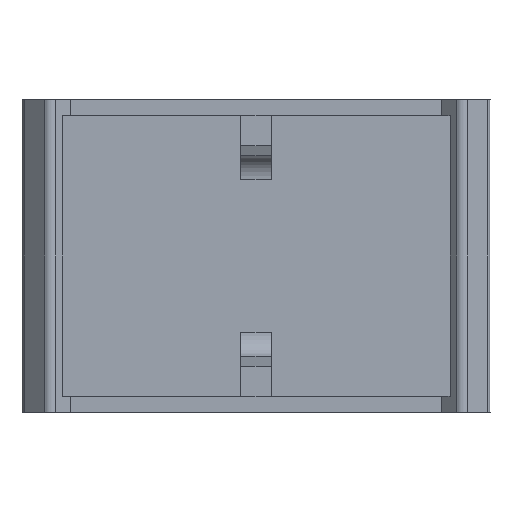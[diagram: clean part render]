
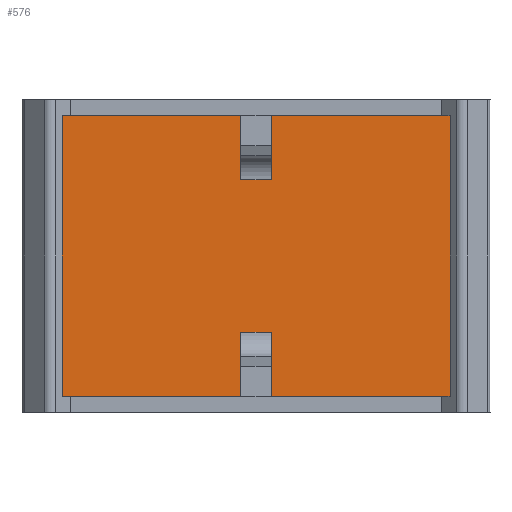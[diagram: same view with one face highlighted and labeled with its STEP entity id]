
A CAD part, front view. The second image highlights one B-rep face of the part: STEP entity #576.
In plain terms, the highlighted planar face has unit normal (0, -1, 0).
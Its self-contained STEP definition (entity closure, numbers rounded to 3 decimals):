
#7 = LINE ( 'NONE', #373, #762 ) ;
#14 = VECTOR ( 'NONE', #582, 1000. ) ;
#57 = VERTEX_POINT ( 'NONE', #143 ) ;
#65 = FACE_OUTER_BOUND ( 'NONE', #1002, .T. ) ;
#88 = LINE ( 'NONE', #1062, #274 ) ;
#98 = AXIS2_PLACEMENT_3D ( 'NONE', #400, #682, #1163 ) ;
#110 = CARTESIAN_POINT ( 'NONE',  ( -27.375, 6.695, 17.35 ) ) ;
#111 = VERTEX_POINT ( 'NONE', #776 ) ;
#121 = VERTEX_POINT ( 'NONE', #873 ) ;
#125 = VERTEX_POINT ( 'NONE', #1148 ) ;
#138 = CARTESIAN_POINT ( 'NONE',  ( -23.575, 6.695, 17.35 ) ) ;
#140 = VECTOR ( 'NONE', #418, 1000. ) ;
#143 = CARTESIAN_POINT ( 'NONE',  ( -1.475, 6.695, 17.35 ) ) ;
#144 = VERTEX_POINT ( 'NONE', #1141 ) ;
#155 = ORIENTED_EDGE ( 'NONE', *, *, #193, .T. ) ;
#177 = VECTOR ( 'NONE', #473, 1000. ) ;
#182 = CARTESIAN_POINT ( 'NONE',  ( -23.575, 6.695, -17.35 ) ) ;
#187 = VERTEX_POINT ( 'NONE', #723 ) ;
#193 = EDGE_CURVE ( 'NONE', #1005, #876, #88, .T. ) ;
#208 = ORIENTED_EDGE ( 'NONE', *, *, #719, .T. ) ;
#211 = VECTOR ( 'NONE', #705, 1000. ) ;
#215 = EDGE_CURVE ( 'NONE', #439, #381, #523, .T. ) ;
#223 = CARTESIAN_POINT ( 'NONE',  ( -49.475, 6.695, -17.35 ) ) ;
#229 = LINE ( 'NONE', #768, #584 ) ;
#235 = CARTESIAN_POINT ( 'NONE',  ( -1.475, 6.695, 17.35 ) ) ;
#251 = LINE ( 'NONE', #516, #1051 ) ;
#274 = VECTOR ( 'NONE', #792, 1000. ) ;
#285 = EDGE_CURVE ( 'NONE', #439, #144, #251, .T. ) ;
#300 = EDGE_CURVE ( 'NONE', #111, #876, #432, .T. ) ;
#307 = LINE ( 'NONE', #655, #177 ) ;
#344 = CARTESIAN_POINT ( 'NONE',  ( -27.375, 6.695, 9.454 ) ) ;
#364 = ORIENTED_EDGE ( 'NONE', *, *, #639, .T. ) ;
#365 = CARTESIAN_POINT ( 'NONE',  ( -23.575, 6.695, 9.454 ) ) ;
#373 = CARTESIAN_POINT ( 'NONE',  ( -49.475, 6.695, 17.35 ) ) ;
#376 = ORIENTED_EDGE ( 'NONE', *, *, #285, .T. ) ;
#381 = VERTEX_POINT ( 'NONE', #1166 ) ;
#386 = VERTEX_POINT ( 'NONE', #182 ) ;
#400 = CARTESIAN_POINT ( 'NONE',  ( 0., 6.695, 0. ) ) ;
#405 = LINE ( 'NONE', #1139, #1090 ) ;
#418 = DIRECTION ( 'NONE',  ( 0., 0., 1. ) ) ;
#432 = LINE ( 'NONE', #797, #462 ) ;
#434 = LINE ( 'NONE', #855, #14 ) ;
#439 = VERTEX_POINT ( 'NONE', #110 ) ;
#462 = VECTOR ( 'NONE', #1167, 1000. ) ;
#473 = DIRECTION ( 'NONE',  ( 1., 0., 0. ) ) ;
#499 = EDGE_CURVE ( 'NONE', #386, #125, #307, .T. ) ;
#516 = CARTESIAN_POINT ( 'NONE',  ( -49.475, 6.695, 17.35 ) ) ;
#523 = LINE ( 'NONE', #818, #1147 ) ;
#549 = EDGE_CURVE ( 'NONE', #144, #1005, #7, .T. ) ;
#576 = ADVANCED_FACE ( 'NONE', ( #65 ), #1169, .T. ) ;
#582 = DIRECTION ( 'NONE',  ( 1., 0., 0. ) ) ;
#584 = VECTOR ( 'NONE', #1045, 1000. ) ;
#625 = DIRECTION ( 'NONE',  ( 0., 0., -1. ) ) ;
#639 = EDGE_CURVE ( 'NONE', #57, #187, #405, .T. ) ;
#654 = EDGE_CURVE ( 'NONE', #829, #187, #1134, .T. ) ;
#655 = CARTESIAN_POINT ( 'NONE',  ( -49.475, 6.695, -17.35 ) ) ;
#668 = ORIENTED_EDGE ( 'NONE', *, *, #902, .T. ) ;
#682 = DIRECTION ( 'NONE',  ( 0., -1., 0. ) ) ;
#693 = CARTESIAN_POINT ( 'NONE',  ( -27.375, 6.695, -17.35 ) ) ;
#705 = DIRECTION ( 'NONE',  ( 0., 0., 1. ) ) ;
#719 = EDGE_CURVE ( 'NONE', #111, #121, #434, .T. ) ;
#723 = CARTESIAN_POINT ( 'NONE',  ( -23.575, 6.695, 17.35 ) ) ;
#743 = DIRECTION ( 'NONE',  ( 0., 0., -1. ) ) ;
#761 = ORIENTED_EDGE ( 'NONE', *, *, #654, .F. ) ;
#762 = VECTOR ( 'NONE', #743, 1000. ) ;
#768 = CARTESIAN_POINT ( 'NONE',  ( -23.575, 6.695, -17.35 ) ) ;
#776 = CARTESIAN_POINT ( 'NONE',  ( -27.375, 6.695, -9.454 ) ) ;
#787 = ORIENTED_EDGE ( 'NONE', *, *, #1008, .F. ) ;
#792 = DIRECTION ( 'NONE',  ( 1., 0., 0. ) ) ;
#797 = CARTESIAN_POINT ( 'NONE',  ( -27.375, 6.695, -17.35 ) ) ;
#818 = CARTESIAN_POINT ( 'NONE',  ( -27.375, 6.695, 17.35 ) ) ;
#829 = VERTEX_POINT ( 'NONE', #365 ) ;
#855 = CARTESIAN_POINT ( 'NONE',  ( -23.575, 6.695, -9.454 ) ) ;
#873 = CARTESIAN_POINT ( 'NONE',  ( -23.575, 6.695, -9.454 ) ) ;
#876 = VERTEX_POINT ( 'NONE', #693 ) ;
#890 = DIRECTION ( 'NONE',  ( -1., 0., 0. ) ) ;
#902 = EDGE_CURVE ( 'NONE', #829, #381, #1071, .T. ) ;
#934 = ORIENTED_EDGE ( 'NONE', *, *, #215, .F. ) ;
#944 = ORIENTED_EDGE ( 'NONE', *, *, #499, .T. ) ;
#966 = ORIENTED_EDGE ( 'NONE', *, *, #549, .T. ) ;
#979 = ORIENTED_EDGE ( 'NONE', *, *, #1057, .T. ) ;
#991 = VECTOR ( 'NONE', #1168, 1000. ) ;
#1002 = EDGE_LOOP ( 'NONE', ( #761, #668, #934, #376, #966, #155, #1010, #208, #787, #944, #979, #364 ) ) ;
#1005 = VERTEX_POINT ( 'NONE', #223 ) ;
#1008 = EDGE_CURVE ( 'NONE', #386, #121, #229, .T. ) ;
#1010 = ORIENTED_EDGE ( 'NONE', *, *, #300, .F. ) ;
#1042 = DIRECTION ( 'NONE',  ( -1., 0., 0. ) ) ;
#1045 = DIRECTION ( 'NONE',  ( 0., 0., 1. ) ) ;
#1051 = VECTOR ( 'NONE', #890, 1000. ) ;
#1057 = EDGE_CURVE ( 'NONE', #125, #57, #1138, .T. ) ;
#1062 = CARTESIAN_POINT ( 'NONE',  ( -49.475, 6.695, -17.35 ) ) ;
#1071 = LINE ( 'NONE', #344, #991 ) ;
#1090 = VECTOR ( 'NONE', #1042, 1000. ) ;
#1134 = LINE ( 'NONE', #138, #211 ) ;
#1138 = LINE ( 'NONE', #235, #140 ) ;
#1139 = CARTESIAN_POINT ( 'NONE',  ( -49.475, 6.695, 17.35 ) ) ;
#1141 = CARTESIAN_POINT ( 'NONE',  ( -49.475, 6.695, 17.35 ) ) ;
#1147 = VECTOR ( 'NONE', #625, 1000. ) ;
#1148 = CARTESIAN_POINT ( 'NONE',  ( -1.475, 6.695, -17.35 ) ) ;
#1163 = DIRECTION ( 'NONE',  ( 1., 0., 0. ) ) ;
#1166 = CARTESIAN_POINT ( 'NONE',  ( -27.375, 6.695, 9.454 ) ) ;
#1167 = DIRECTION ( 'NONE',  ( 0., 0., -1. ) ) ;
#1168 = DIRECTION ( 'NONE',  ( -1., 0., 0. ) ) ;
#1169 = PLANE ( 'NONE',  #98 ) ;
